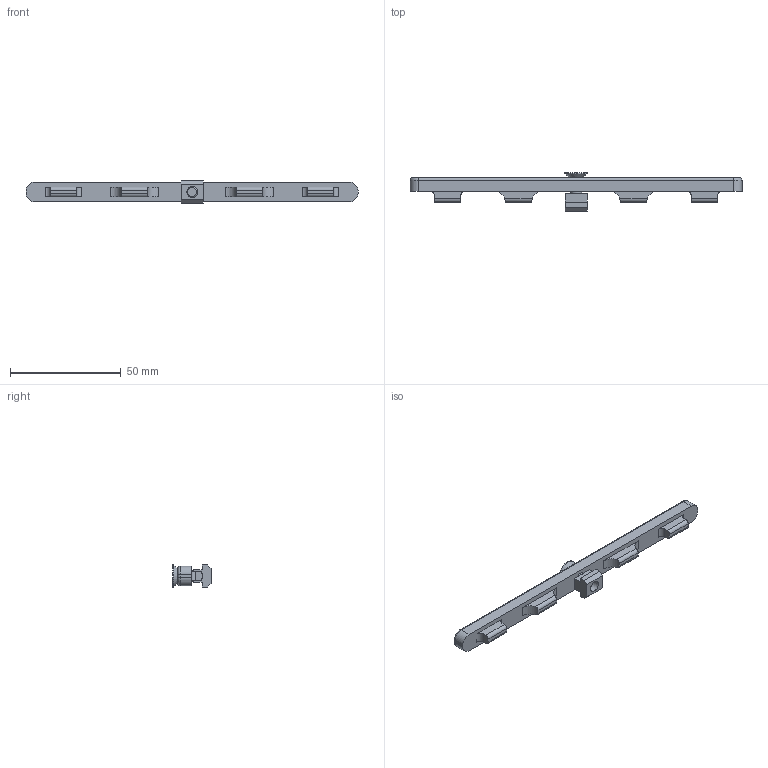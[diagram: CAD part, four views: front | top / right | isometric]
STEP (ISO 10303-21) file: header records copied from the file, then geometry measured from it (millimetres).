
FILE_DESCRIPTION(/* description */ (''),/* implementation_level */ '2;1');
FILE_NAME(/* name */ 'ATC_Board_even v4.step',/* time_stamp */ '2021-03-20T22:13:05+01:00',/* author */ (''),/* organization */ (''),/* preprocessor_version */ 'ST-DEVELOPER v18.1',/* originating_system */ 'Autodesk Translation Framework v9.10.0.1330',/* authorisation */ '');
FILE_SCHEMA (('AUTOMOTIVE_DESIGN { 1 0 10303 214 3 1 1 }'));
Length unit declared in the file: millimetre
Products named in the file (4): ATC_Board_even; ATC_05_Nutenstein; ATC_DIN 508, T-Slot Nut M5; ATC_M5x10_HEX
Assembly tree (3 placements, depth 3):
  ATC_Board_even
    ATC_05_Nutenstein
      ATC_DIN 508, T-Slot Nut M5
      ATC_M5x10_HEX
Bounding box: 150 x 17.2 x 10 mm (x, y, z)
Volume: 9659.3 mm3; surface area: 5918.7 mm2
Topology: 3 solids, 3 shells, 77 faces, 187 edges, 121 vertices
Faces by surface type: plane 43, cylinder 28, torus 4, cone 2
Full cylindrical faces by diameter (mm): 5 x2, 5.5 x1, 10 x1
Entity records: 2450 total; most frequent: CARTESIAN_POINT 464, DIRECTION 400, ORIENTED_EDGE 374, EDGE_CURVE 187, AXIS2_PLACEMENT_3D 137, LINE 126, VECTOR 126, VERTEX_POINT 121
